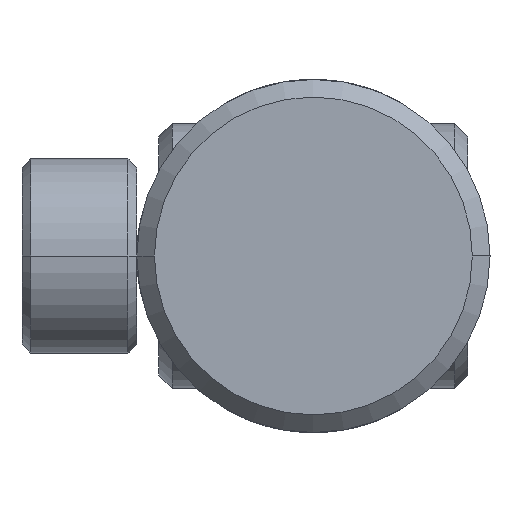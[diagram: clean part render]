
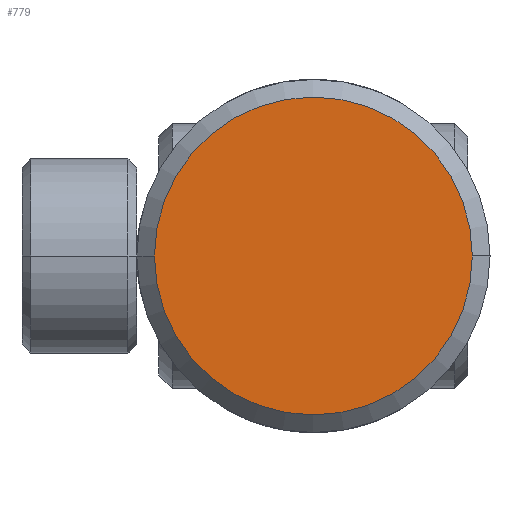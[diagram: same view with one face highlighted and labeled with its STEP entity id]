
A CAD part, left-side view. The second image highlights one B-rep face of the part: STEP entity #779.
In plain terms, the highlighted planar face has unit normal (-1, 0, 0).
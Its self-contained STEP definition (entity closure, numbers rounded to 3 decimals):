
#71 = DIRECTION ( 'NONE',  ( 1., 0., 0. ) ) ;
#86 = DIRECTION ( 'NONE',  ( 0., 1., 0. ) ) ;
#268 = AXIS2_PLACEMENT_3D ( 'NONE', #286, #71, #86 ) ;
#286 = CARTESIAN_POINT ( 'NONE',  ( 0., 0., 0. ) ) ;
#473 = VERTEX_POINT ( 'NONE', #3401 ) ;
#702 = ORIENTED_EDGE ( 'NONE', *, *, #1330, .F. ) ;
#779 = ADVANCED_FACE ( 'NONE', ( #1953 ), #3599, .T. ) ;
#924 = EDGE_CURVE ( 'NONE', #3420, #473, #982, .T. ) ;
#982 = CIRCLE ( 'NONE', #2074, 18. ) ;
#1203 = DIRECTION ( 'NONE',  ( -1., 0., 0. ) ) ;
#1256 = DIRECTION ( 'NONE',  ( 0., -1., 0. ) ) ;
#1330 = EDGE_CURVE ( 'NONE', #473, #3420, #3272, .T. ) ;
#1953 = FACE_OUTER_BOUND ( 'NONE', #3719, .T. ) ;
#2074 = AXIS2_PLACEMENT_3D ( 'NONE', #2664, #2795, #3338 ) ;
#2664 = CARTESIAN_POINT ( 'NONE',  ( 0., 0., 0. ) ) ;
#2722 = ORIENTED_EDGE ( 'NONE', *, *, #924, .F. ) ;
#2795 = DIRECTION ( 'NONE',  ( 1., 0., 0. ) ) ;
#3120 = CARTESIAN_POINT ( 'NONE',  ( 0., -18., 0. ) ) ;
#3272 = CIRCLE ( 'NONE', #268, 18. ) ;
#3338 = DIRECTION ( 'NONE',  ( 0., 1., 0. ) ) ;
#3401 = CARTESIAN_POINT ( 'NONE',  ( 0., 18., 0. ) ) ;
#3420 = VERTEX_POINT ( 'NONE', #3120 ) ;
#3488 = AXIS2_PLACEMENT_3D ( 'NONE', #3798, #1203, #1256 ) ;
#3599 = PLANE ( 'NONE',  #3488 ) ;
#3719 = EDGE_LOOP ( 'NONE', ( #702, #2722 ) ) ;
#3798 = CARTESIAN_POINT ( 'NONE',  ( 0., 0., 0. ) ) ;
